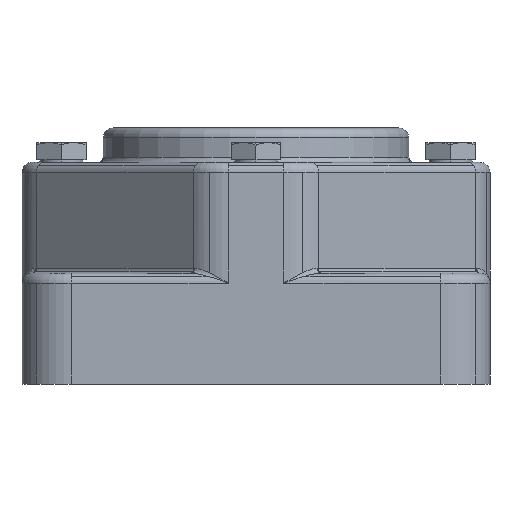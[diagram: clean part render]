
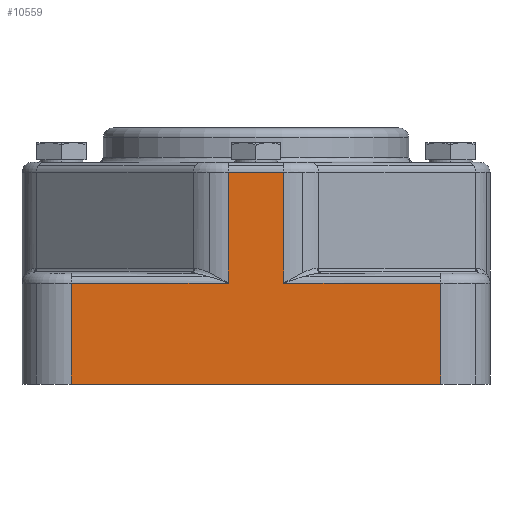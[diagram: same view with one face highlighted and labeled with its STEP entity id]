
A CAD part, front view. The second image highlights one B-rep face of the part: STEP entity #10559.
In plain terms, the highlighted planar face has unit normal (0, -1, 0).
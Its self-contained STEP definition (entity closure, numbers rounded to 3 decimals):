
#2000=CARTESIAN_POINT('',(-37.5,-47.5,0.0));
#2001=VERTEX_POINT('',#2000);
#2009=CARTESIAN_POINT('',(-37.5,-47.5,20.5));
#2010=VERTEX_POINT('',#2009);
#2011=CARTESIAN_POINT('',(-37.5,-47.5,0.0));
#2012=DIRECTION('',(0.0,0.0,1.0));
#2013=VECTOR('',#2012,20.5);
#2014=LINE('',#2011,#2013);
#2015=EDGE_CURVE('',#2001,#2010,#2014,.T.);
#2174=CARTESIAN_POINT('',(-5.634,-47.5,20.5));
#2175=VERTEX_POINT('',#2174);
#2185=CARTESIAN_POINT('',(-5.634,-47.5,43.0));
#2186=VERTEX_POINT('',#2185);
#2187=CARTESIAN_POINT('',(-5.634,-47.5,20.5));
#2188=DIRECTION('',(0.0,0.0,1.0));
#2189=VECTOR('',#2188,22.5);
#2190=LINE('',#2187,#2189);
#2191=EDGE_CURVE('',#2175,#2186,#2190,.T.);
#2258=CARTESIAN_POINT('',(5.634,-47.5,20.5));
#2259=VERTEX_POINT('',#2258);
#2275=CARTESIAN_POINT('',(37.5,-47.5,20.5));
#2276=VERTEX_POINT('',#2275);
#2277=CARTESIAN_POINT('',(5.634,-47.5,20.5));
#2278=DIRECTION('',(1.0,0.0,0.0));
#2279=VECTOR('',#2278,31.866);
#2280=LINE('',#2277,#2279);
#2281=EDGE_CURVE('',#2259,#2276,#2280,.T.);
#8360=CARTESIAN_POINT('',(5.634,-47.5,43.0));
#8361=VERTEX_POINT('',#8360);
#8362=CARTESIAN_POINT('',(-5.634,-47.5,43.0));
#8363=DIRECTION('',(1.0,0.0,0.0));
#8364=VECTOR('',#8363,11.267);
#8365=LINE('',#8362,#8364);
#8366=EDGE_CURVE('',#2186,#8361,#8365,.T.);
#10413=CARTESIAN_POINT('',(-37.5,-47.5,20.5));
#10414=DIRECTION('',(1.0,0.0,0.0));
#10415=VECTOR('',#10414,31.866);
#10416=LINE('',#10413,#10415);
#10417=EDGE_CURVE('',#2010,#2175,#10416,.T.);
#10516=CARTESIAN_POINT('',(37.5,-47.5,0.0));
#10517=VERTEX_POINT('',#10516);
#10518=CARTESIAN_POINT('',(37.5,-47.5,20.5));
#10519=DIRECTION('',(0.0,0.0,-1.0));
#10520=VECTOR('',#10519,20.5);
#10521=LINE('',#10518,#10520);
#10522=EDGE_CURVE('',#2276,#10517,#10521,.T.);
#10534=CARTESIAN_POINT('',(47.5,-47.5,0.0));
#10535=DIRECTION('',(0.0,-1.0,0.0));
#10536=DIRECTION('',(0.0,0.0,-1.0));
#10537=AXIS2_PLACEMENT_3D('',#10534,#10535,#10536);
#10538=PLANE('',#10537);
#10539=ORIENTED_EDGE('',*,*,#2281,.F.);
#10540=CARTESIAN_POINT('',(5.634,-47.5,43.0));
#10541=DIRECTION('',(0.0,0.0,-1.0));
#10542=VECTOR('',#10541,22.5);
#10543=LINE('',#10540,#10542);
#10544=EDGE_CURVE('',#8361,#2259,#10543,.T.);
#10545=ORIENTED_EDGE('',*,*,#10544,.F.);
#10546=ORIENTED_EDGE('',*,*,#8366,.F.);
#10547=ORIENTED_EDGE('',*,*,#2191,.F.);
#10548=ORIENTED_EDGE('',*,*,#10417,.F.);
#10549=ORIENTED_EDGE('',*,*,#2015,.F.);
#10550=CARTESIAN_POINT('',(37.5,-47.5,0.0));
#10551=DIRECTION('',(-1.0,0.0,0.0));
#10552=VECTOR('',#10551,75.0);
#10553=LINE('',#10550,#10552);
#10554=EDGE_CURVE('',#10517,#2001,#10553,.T.);
#10555=ORIENTED_EDGE('',*,*,#10554,.F.);
#10556=ORIENTED_EDGE('',*,*,#10522,.F.);
#10557=EDGE_LOOP('',(#10539,#10545,#10546,#10547,#10548,#10549,#10555,#10556));
#10558=FACE_OUTER_BOUND('',#10557,.T.);
#10559=ADVANCED_FACE('',(#10558),#10538,.T.);
